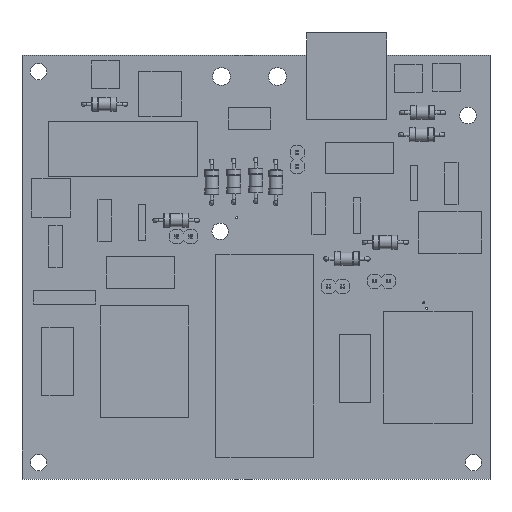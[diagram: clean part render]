
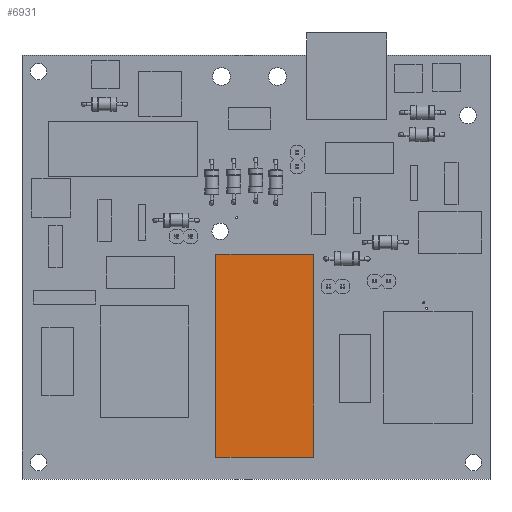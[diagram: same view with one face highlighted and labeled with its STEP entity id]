
A CAD part, top view. The second image highlights one B-rep face of the part: STEP entity #6931.
In plain terms, the highlighted planar face has unit normal (0, 0, 1).
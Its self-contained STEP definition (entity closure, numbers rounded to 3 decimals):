
#682=PLANE('',#7837);
#1015=FACE_OUTER_BOUND('',#1680,.T.);
#1680=EDGE_LOOP('',(#6078,#6079,#6080,#6081));
#2141=LINE('',#11518,#2646);
#2144=LINE('',#11524,#2649);
#2147=LINE('',#11530,#2652);
#2150=LINE('',#11534,#2655);
#2646=VECTOR('',#9664,10.);
#2649=VECTOR('',#9669,10.);
#2652=VECTOR('',#9674,10.);
#2655=VECTOR('',#9679,10.);
#3596=VERTEX_POINT('',#11515);
#3597=VERTEX_POINT('',#11517);
#3599=VERTEX_POINT('',#11523);
#3601=VERTEX_POINT('',#11529);
#4428=EDGE_CURVE('',#3597,#3596,#2141,.T.);
#4431=EDGE_CURVE('',#3599,#3597,#2144,.T.);
#4434=EDGE_CURVE('',#3601,#3599,#2147,.T.);
#4437=EDGE_CURVE('',#3596,#3601,#2150,.T.);
#6078=ORIENTED_EDGE('',*,*,#4437,.T.);
#6079=ORIENTED_EDGE('',*,*,#4434,.T.);
#6080=ORIENTED_EDGE('',*,*,#4431,.T.);
#6081=ORIENTED_EDGE('',*,*,#4428,.T.);
#6931=ADVANCED_FACE('',(#1015),#682,.T.);
#7837=AXIS2_PLACEMENT_3D('',#11535,#9680,#9681);
#9664=DIRECTION('',(-1.,0.,0.));
#9669=DIRECTION('',(0.,1.,0.));
#9674=DIRECTION('',(1.,0.,0.));
#9679=DIRECTION('',(0.,-1.,0.));
#9680=DIRECTION('center_axis',(0.,0.,1.));
#9681=DIRECTION('ref_axis',(1.,0.,0.));
#11515=CARTESIAN_POINT('',(-19.05,8.89,0.1));
#11517=CARTESIAN_POINT('',(17.78,8.89,0.1));
#11518=CARTESIAN_POINT('',(17.78,8.89,0.1));
#11523=CARTESIAN_POINT('',(17.78,-8.89,0.1));
#11524=CARTESIAN_POINT('',(17.78,-8.89,0.1));
#11529=CARTESIAN_POINT('',(-19.05,-8.89,0.1));
#11530=CARTESIAN_POINT('',(-19.05,-8.89,0.1));
#11534=CARTESIAN_POINT('',(-19.05,8.89,0.1));
#11535=CARTESIAN_POINT('Origin',(-0.635,0.,0.1));
